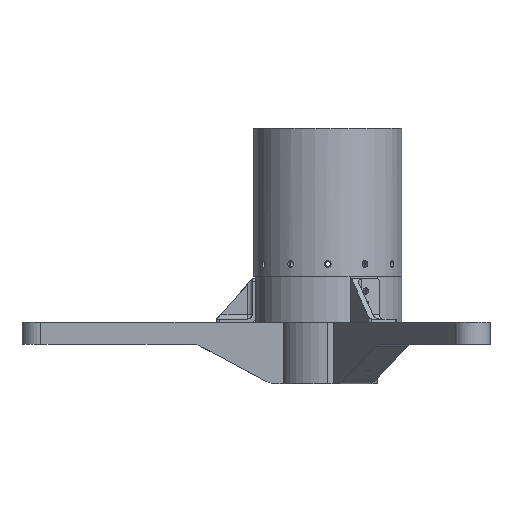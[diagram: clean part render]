
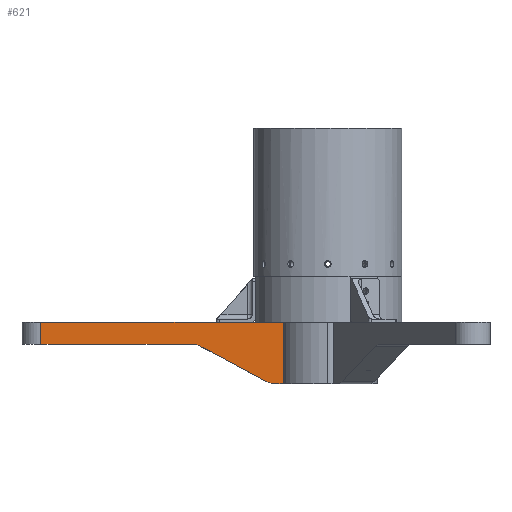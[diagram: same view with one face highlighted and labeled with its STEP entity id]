
A CAD part, left-side view. The second image highlights one B-rep face of the part: STEP entity #621.
In plain terms, the highlighted planar face has unit normal (-1, 0, 0).
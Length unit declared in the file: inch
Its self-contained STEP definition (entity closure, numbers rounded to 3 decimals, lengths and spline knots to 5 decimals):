
#427=FACE_OUTER_BOUND('',#1976,.T.);
#621=ADVANCED_FACE('',(#427),#746,.T.);
#746=PLANE('',#5105);
#927=LINE('',#10618,#1140);
#928=LINE('',#10622,#1141);
#932=LINE('',#10644,#1145);
#935=LINE('',#10662,#1148);
#938=LINE('',#10669,#1151);
#939=LINE('',#10680,#1152);
#943=LINE('',#10689,#1156);
#946=LINE('',#10695,#1159);
#1140=VECTOR('',#6230,1.);
#1141=VECTOR('',#6235,1.);
#1145=VECTOR('',#6253,1.);
#1148=VECTOR('',#6270,1.);
#1151=VECTOR('',#6277,1.);
#1152=VECTOR('',#6284,1.);
#1156=VECTOR('',#6290,1.);
#1159=VECTOR('',#6295,1.);
#1976=EDGE_LOOP('',(#2872,#2873,#2874,#2875,#2876,#2877,#2878,#2879,#2880,
#2881));
#2872=ORIENTED_EDGE('',*,*,#3843,.T.);
#2873=ORIENTED_EDGE('',*,*,#3867,.T.);
#2874=ORIENTED_EDGE('',*,*,#3831,.T.);
#2875=ORIENTED_EDGE('',*,*,#3856,.T.);
#2876=ORIENTED_EDGE('',*,*,#3833,.T.);
#2877=ORIENTED_EDGE('',*,*,#3868,.T.);
#2878=ORIENTED_EDGE('',*,*,#3860,.T.);
#2879=ORIENTED_EDGE('',*,*,#3869,.T.);
#2880=ORIENTED_EDGE('',*,*,#3864,.T.);
#2881=ORIENTED_EDGE('',*,*,#3852,.T.);
#3349=VERTEX_POINT('',#10617);
#3350=VERTEX_POINT('',#10619);
#3351=VERTEX_POINT('',#10623);
#3352=VERTEX_POINT('',#10624);
#3361=VERTEX_POINT('',#10643);
#3362=VERTEX_POINT('',#10645);
#3370=VERTEX_POINT('',#10663);
#3375=VERTEX_POINT('',#10681);
#3376=VERTEX_POINT('',#10682);
#3379=VERTEX_POINT('',#10690);
#3831=EDGE_CURVE('',#3350,#3349,#927,.T.);
#3833=EDGE_CURVE('',#3351,#3352,#928,.T.);
#3843=EDGE_CURVE('',#3362,#3361,#932,.T.);
#3852=EDGE_CURVE('',#3370,#3362,#935,.T.);
#3856=EDGE_CURVE('',#3349,#3351,#938,.T.);
#3860=EDGE_CURVE('',#3375,#3376,#939,.T.);
#3864=EDGE_CURVE('',#3379,#3370,#943,.T.);
#3867=EDGE_CURVE('',#3361,#3350,#946,.T.);
#3868=EDGE_CURVE('',#3352,#3375,#4388,.T.);
#3869=EDGE_CURVE('',#3376,#3379,#4389,.T.);
#4388=CIRCLE('',#5103,0.75);
#4389=CIRCLE('',#5104,0.75);
#5103=AXIS2_PLACEMENT_3D('',#10696,#6296,#6297);
#5104=AXIS2_PLACEMENT_3D('',#10697,#6298,#6299);
#5105=AXIS2_PLACEMENT_3D('',#10698,#6300,#6301);
#6230=DIRECTION('',(0.,-1.,0.));
#6235=DIRECTION('',(0.,-1.,0.));
#6253=DIRECTION('',(0.,1.,0.));
#6270=DIRECTION('',(0.,0.,1.));
#6277=DIRECTION('',(0.,-1.,0.));
#6284=DIRECTION('',(0.,-0.882,-0.471));
#6290=DIRECTION('',(0.,-1.,0.));
#6295=DIRECTION('',(0.,0.,-1.));
#6296=DIRECTION('',(1.,0.,0.));
#6297=DIRECTION('',(0.,0.,1.));
#6298=DIRECTION('',(-1.,0.,0.));
#6299=DIRECTION('',(0.,0.,1.));
#6300=DIRECTION('',(-1.,0.,0.));
#6301=DIRECTION('',(0.,0.,1.));
#10617=CARTESIAN_POINT('',(-0.75,11.02075,0.));
#10618=CARTESIAN_POINT('',(-0.75,12.375,0.));
#10619=CARTESIAN_POINT('',(-0.75,11.625,0.));
#10622=CARTESIAN_POINT('',(-0.75,12.375,0.));
#10623=CARTESIAN_POINT('',(-0.75,5.72925,0.));
#10624=CARTESIAN_POINT('',(-0.75,5.48594,0.));
#10643=CARTESIAN_POINT('',(-0.75,11.625,0.9));
#10644=CARTESIAN_POINT('',(-0.75,1.79844,0.9));
#10645=CARTESIAN_POINT('',(-0.75,1.79844,0.9));
#10662=CARTESIAN_POINT('',(-0.75,1.79844,0.));
#10663=CARTESIAN_POINT('',(-0.75,1.79844,-1.6));
#10669=CARTESIAN_POINT('',(-0.75,12.375,0.));
#10680=CARTESIAN_POINT('',(-0.75,5.29844,0.));
#10681=CARTESIAN_POINT('',(-0.75,5.133,-0.08824));
#10682=CARTESIAN_POINT('',(-0.75,2.46388,-1.51176));
#10689=CARTESIAN_POINT('',(-0.75,2.29844,-1.6));
#10690=CARTESIAN_POINT('',(-0.75,2.11094,-1.6));
#10695=CARTESIAN_POINT('',(-0.75,11.625,0.));
#10696=CARTESIAN_POINT('',(-0.75,5.48594,-0.75));
#10697=CARTESIAN_POINT('',(-0.75,2.11094,-0.85));
#10698=CARTESIAN_POINT('',(-0.75,0.,0.));
